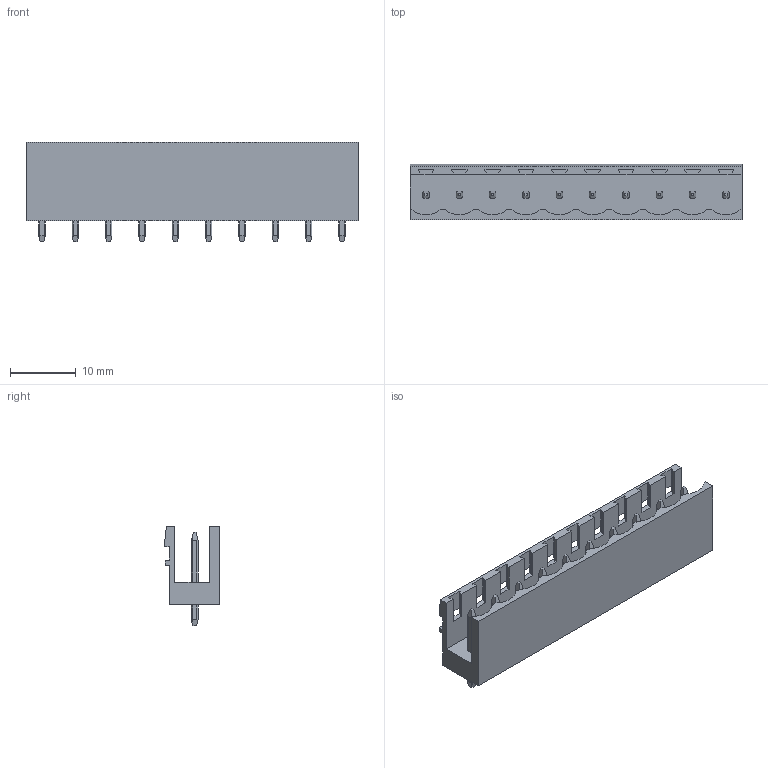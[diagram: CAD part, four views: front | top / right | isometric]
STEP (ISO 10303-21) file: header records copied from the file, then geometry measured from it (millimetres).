
FILE_DESCRIPTION((''),'2;1');
FILE_NAME('WEIDMULLER_1146530000.stp','2012-01-20T10:04:09',(''),(''),'Mechanical Desktop 2011','Mechanical Desktop 2011',', , ');
FILE_SCHEMA(('AUTOMOTIVE_DESIGN { 1 2 10303 214 1 1 1 1 }'));
Length unit declared in the file: millimetre
Products named in the file (1): Product
Bounding box: 50.6 x 8.43 x 15.2 mm (x, y, z)
Volume: 2304.5 mm3; surface area: 3556.9 mm2
Topology: 21 solids, 21 shells, 399 faces, 1111 edges, 734 vertices
Faces by surface type: plane 247, cylinder 92, bspline 60
Entity records: 12821 total; most frequent: CARTESIAN_POINT 2425, ORIENTED_EDGE 2222, DIRECTION 2055, EDGE_CURVE 1111, VECTOR 847, LINE 847, VERTEX_POINT 734, AXIS2_PLACEMENT_3D 604
